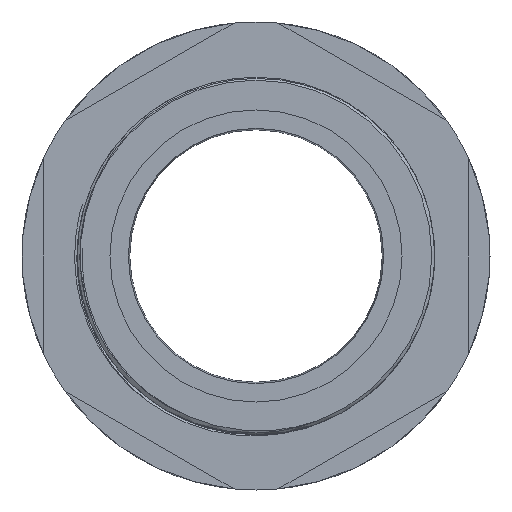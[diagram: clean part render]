
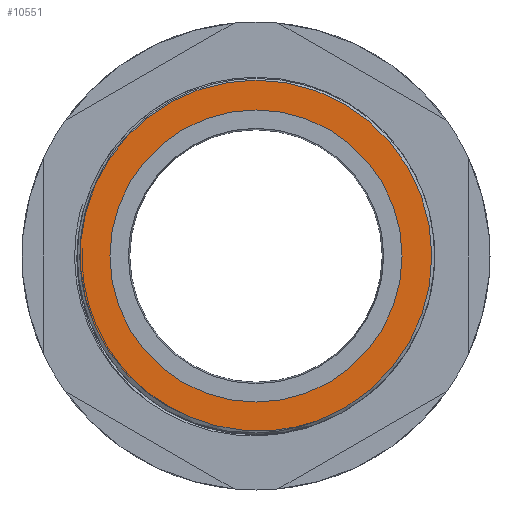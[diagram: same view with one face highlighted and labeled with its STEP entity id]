
A CAD part, front view. The second image highlights one B-rep face of the part: STEP entity #10551.
In plain terms, the highlighted planar face has unit normal (0, -1, 0).
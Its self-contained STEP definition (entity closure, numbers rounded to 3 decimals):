
#136 = EDGE_CURVE ( 'NONE', #789, #3594, #10917, .T. ) ;
#353 = CIRCLE ( 'NONE', #9465, 25.75 ) ;
#425 = CARTESIAN_POINT ( 'NONE',  ( -11.951, -18., -28.262 ) ) ;
#465 = CARTESIAN_POINT ( 'NONE',  ( 0., -18., 0. ) ) ;
#540 = CARTESIAN_POINT ( 'NONE',  ( 9.132, -18., -29.613 ) ) ;
#585 = CARTESIAN_POINT ( 'NONE',  ( 7.229, -18., -30.106 ) ) ;
#726 = CIRCLE ( 'NONE', #6835, 31. ) ;
#789 = VERTEX_POINT ( 'NONE', #1715 ) ;
#1081 = EDGE_CURVE ( 'NONE', #3594, #10596, #1558, .T. ) ;
#1131 = EDGE_CURVE ( 'NONE', #9414, #12179, #1825, .T. ) ;
#1155 = ORIENTED_EDGE ( 'NONE', *, *, #1081, .T. ) ;
#1222 = CARTESIAN_POINT ( 'NONE',  ( 6.268, -18., -30.307 ) ) ;
#1272 = CARTESIAN_POINT ( 'NONE',  ( 4.333, -18., -30.617 ) ) ;
#1558 = B_SPLINE_CURVE_WITH_KNOTS ( 'NONE', 3,
 ( #425, #1778, #8863, #6202, #7802, #6146, #5032, #4587, #4488, #3586, #1837, #1272, #1222, #585, #540, #13443, #13403 ),
 .UNSPECIFIED., .F., .F.,
 ( 4, 2, 1, 2, 2, 2, 2, 2, 4 ),
 ( 0., 0.003, 0.006, 0.009, 0.012, 0.015, 0.018, 0.021, 0.024 ),
 .UNSPECIFIED. ) ;
#1571 = DIRECTION ( 'NONE',  ( 0., 0., -1. ) ) ;
#1624 = DIRECTION ( 'NONE',  ( 0., 0., 1. ) ) ;
#1715 = CARTESIAN_POINT ( 'NONE',  ( -28.452, -18., -12.309 ) ) ;
#1778 = CARTESIAN_POINT ( 'NONE',  ( -11.051, -18., -28.657 ) ) ;
#1825 = CIRCLE ( 'NONE', #5563, 25.75 ) ;
#1837 = CARTESIAN_POINT ( 'NONE',  ( 3.356, -18., -30.727 ) ) ;
#2211 = ORIENTED_EDGE ( 'NONE', *, *, #3801, .T. ) ;
#2228 = CARTESIAN_POINT ( 'NONE',  ( 0., -18., 31. ) ) ;
#2274 = DIRECTION ( 'NONE',  ( 0., -1., 0. ) ) ;
#2293 = CIRCLE ( 'NONE', #13580, 31. ) ;
#2764 = CARTESIAN_POINT ( 'NONE',  ( 10.989, -18., -28.987 ) ) ;
#3247 = VERTEX_POINT ( 'NONE', #2228 ) ;
#3259 = EDGE_CURVE ( 'NONE', #3247, #789, #2293, .T. ) ;
#3586 = CARTESIAN_POINT ( 'NONE',  ( 1.397, -18., -30.852 ) ) ;
#3594 = VERTEX_POINT ( 'NONE', #5109 ) ;
#3801 = EDGE_CURVE ( 'NONE', #10596, #3247, #726, .T. ) ;
#4008 = CARTESIAN_POINT ( 'NONE',  ( -11.951, -18., -28.262 ) ) ;
#4154 = CARTESIAN_POINT ( 'NONE',  ( -13.775, -18., -27.52 ) ) ;
#4159 = CARTESIAN_POINT ( 'NONE',  ( -21.007, -18., -22.571 ) ) ;
#4229 = CARTESIAN_POINT ( 'NONE',  ( -17.948, -18., -25.023 ) ) ;
#4285 = CARTESIAN_POINT ( 'NONE',  ( -18.739, -18., -24.452 ) ) ;
#4311 = CARTESIAN_POINT ( 'NONE',  ( -19.89, -18., -23.536 ) ) ;
#4360 = CARTESIAN_POINT ( 'NONE',  ( -15.501, -18., -26.615 ) ) ;
#4371 = CARTESIAN_POINT ( 'NONE',  ( -20.268, -18., -23.22 ) ) ;
#4417 = DIRECTION ( 'NONE',  ( 0., -1., 0. ) ) ;
#4420 = CARTESIAN_POINT ( 'NONE',  ( -22.426, -18., -21.215 ) ) ;
#4454 = CARTESIAN_POINT ( 'NONE',  ( -21.368, -18., -22.238 ) ) ;
#4488 = CARTESIAN_POINT ( 'NONE',  ( 0.417, -18., -30.869 ) ) ;
#4494 = AXIS2_PLACEMENT_3D ( 'NONE', #5937, #8143, #1624 ) ;
#4574 = CARTESIAN_POINT ( 'NONE',  ( -23.098, -18., -20.5 ) ) ;
#4587 = CARTESIAN_POINT ( 'NONE',  ( -1.543, -18., -30.808 ) ) ;
#4687 = ORIENTED_EDGE ( 'NONE', *, *, #136, .T. ) ;
#4855 = CARTESIAN_POINT ( 'NONE',  ( -24.377, -18., -19.003 ) ) ;
#4862 = CARTESIAN_POINT ( 'NONE',  ( -24.979, -18., -18.227 ) ) ;
#4963 = CARTESIAN_POINT ( 'NONE',  ( -28.452, -18., -12.309 ) ) ;
#4975 = CARTESIAN_POINT ( 'NONE',  ( -26.634, -18., -15.789 ) ) ;
#5032 = CARTESIAN_POINT ( 'NONE',  ( -2.525, -18., -30.73 ) ) ;
#5095 = CARTESIAN_POINT ( 'NONE',  ( -26.107, -18., -16.621 ) ) ;
#5109 = CARTESIAN_POINT ( 'NONE',  ( -11.951, -18., -28.262 ) ) ;
#5143 = CARTESIAN_POINT ( 'NONE',  ( -27.606, -18., -14.08 ) ) ;
#5429 = CARTESIAN_POINT ( 'NONE',  ( -28.05, -18., -13.204 ) ) ;
#5563 = AXIS2_PLACEMENT_3D ( 'NONE', #9323, #9284, #9165 ) ;
#5937 = CARTESIAN_POINT ( 'NONE',  ( 0., -18., 0. ) ) ;
#6146 = CARTESIAN_POINT ( 'NONE',  ( -4.467, -18., -30.482 ) ) ;
#6202 = CARTESIAN_POINT ( 'NONE',  ( -8.27, -18., -29.622 ) ) ;
#6835 = AXIS2_PLACEMENT_3D ( 'NONE', #10768, #4417, #11782 ) ;
#6887 = CARTESIAN_POINT ( 'NONE',  ( 0., -18., 25.75 ) ) ;
#7029 = PLANE ( 'NONE',  #4494 ) ;
#7802 = CARTESIAN_POINT ( 'NONE',  ( -6.388, -18., -30.143 ) ) ;
#8089 = DIRECTION ( 'NONE',  ( 0., -1., 0. ) ) ;
#8143 = DIRECTION ( 'NONE',  ( 0., 1., 0. ) ) ;
#8278 = EDGE_LOOP ( 'NONE', ( #4687, #1155, #2211, #10148 ) ) ;
#8523 = FACE_OUTER_BOUND ( 'NONE', #8278, .T. ) ;
#8539 = EDGE_CURVE ( 'NONE', #12179, #9414, #353, .T. ) ;
#8764 = CARTESIAN_POINT ( 'NONE',  ( 0., -18., 0. ) ) ;
#8863 = CARTESIAN_POINT ( 'NONE',  ( -10.131, -18., -29.01 ) ) ;
#9097 = EDGE_LOOP ( 'NONE', ( #12243, #12270 ) ) ;
#9165 = DIRECTION ( 'NONE',  ( 0., 0., -1. ) ) ;
#9284 = DIRECTION ( 'NONE',  ( 0., -1., 0. ) ) ;
#9323 = CARTESIAN_POINT ( 'NONE',  ( 0., -18., 0. ) ) ;
#9414 = VERTEX_POINT ( 'NONE', #6887 ) ;
#9465 = AXIS2_PLACEMENT_3D ( 'NONE', #465, #8089, #1571 ) ;
#9797 = DIRECTION ( 'NONE',  ( 0., 0., 1. ) ) ;
#10148 = ORIENTED_EDGE ( 'NONE', *, *, #3259, .T. ) ;
#10551 = ADVANCED_FACE ( 'NONE', ( #10920, #8523 ), #7029, .F. ) ;
#10596 = VERTEX_POINT ( 'NONE', #2764 ) ;
#10768 = CARTESIAN_POINT ( 'NONE',  ( 0., -18., 0. ) ) ;
#10917 = B_SPLINE_CURVE_WITH_KNOTS ( 'NONE', 3,
 ( #4963, #5429, #5143, #4975, #5095, #4862, #4855, #4574, #4420, #4454, #4159, #4371, #4311, #4285, #4229, #4360, #4154, #4008 ),
 .UNSPECIFIED., .F., .F.,
 ( 4, 2, 2, 2, 2, 2, 2, 2, 4 ),
 ( 0.038, 0.041, 0.044, 0.047, 0.05, 0.051, 0.053, 0.056, 0.062 ),
 .UNSPECIFIED. ) ;
#10920 = FACE_BOUND ( 'NONE', #9097, .T. ) ;
#11691 = CARTESIAN_POINT ( 'NONE',  ( 0., -18., -25.75 ) ) ;
#11782 = DIRECTION ( 'NONE',  ( 0., 0., 1. ) ) ;
#12179 = VERTEX_POINT ( 'NONE', #11691 ) ;
#12243 = ORIENTED_EDGE ( 'NONE', *, *, #8539, .F. ) ;
#12270 = ORIENTED_EDGE ( 'NONE', *, *, #1131, .F. ) ;
#13403 = CARTESIAN_POINT ( 'NONE',  ( 10.989, -18., -28.987 ) ) ;
#13443 = CARTESIAN_POINT ( 'NONE',  ( 10.068, -18., -29.322 ) ) ;
#13580 = AXIS2_PLACEMENT_3D ( 'NONE', #8764, #2274, #9797 ) ;
